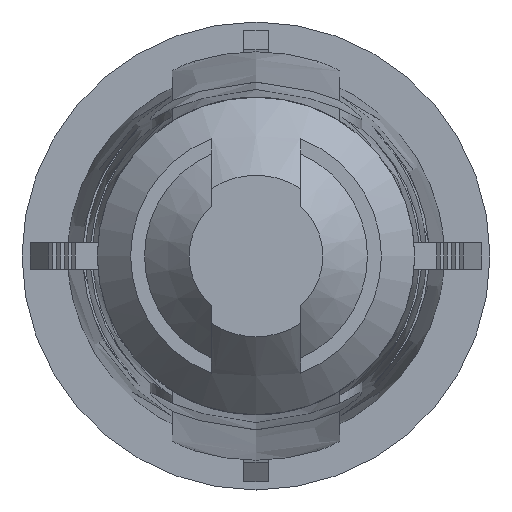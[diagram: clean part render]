
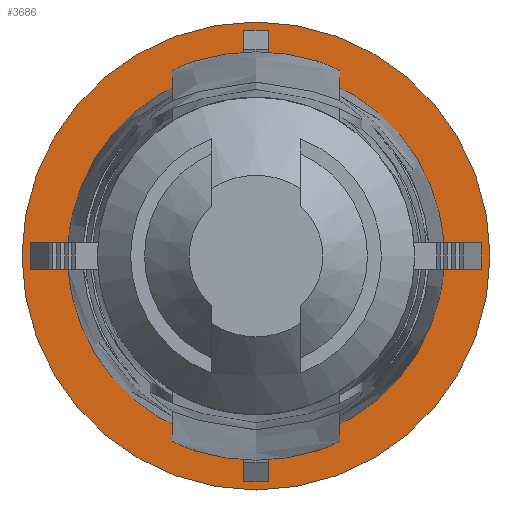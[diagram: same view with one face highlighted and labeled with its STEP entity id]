
A CAD part, left-side view. The second image highlights one B-rep face of the part: STEP entity #3686.
In plain terms, the highlighted planar face has unit normal (-1, 0, 0).
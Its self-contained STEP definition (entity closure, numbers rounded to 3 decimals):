
#40=PLANE('',#3893);
#114=CIRCLE('',#3759,3.379);
#122=CIRCLE('',#3773,3.379);
#127=CIRCLE('',#3779,3.379);
#135=CIRCLE('',#3793,3.379);
#157=CIRCLE('',#3892,4.2);
#824=ORIENTED_EDGE('',*,*,#1429,.F.);
#825=ORIENTED_EDGE('',*,*,#1430,.F.);
#826=ORIENTED_EDGE('',*,*,#1431,.T.);
#827=ORIENTED_EDGE('',*,*,#1228,.T.);
#828=ORIENTED_EDGE('',*,*,#1432,.F.);
#829=ORIENTED_EDGE('',*,*,#1202,.T.);
#830=ORIENTED_EDGE('',*,*,#1433,.F.);
#831=ORIENTED_EDGE('',*,*,#1434,.T.);
#832=ORIENTED_EDGE('',*,*,#1435,.T.);
#833=ORIENTED_EDGE('',*,*,#1187,.T.);
#834=ORIENTED_EDGE('',*,*,#1436,.T.);
#835=ORIENTED_EDGE('',*,*,#1161,.T.);
#836=ORIENTED_EDGE('',*,*,#1437,.F.);
#1161=EDGE_CURVE('',#1569,#1567,#114,.T.);
#1187=EDGE_CURVE('',#1595,#1594,#122,.T.);
#1202=EDGE_CURVE('',#1608,#1607,#127,.T.);
#1228=EDGE_CURVE('',#1634,#1633,#135,.T.);
#1429=EDGE_CURVE('',#1762,#1762,#157,.T.);
#1430=EDGE_CURVE('',#1763,#1764,#1900,.T.);
#1431=EDGE_CURVE('',#1763,#1634,#1901,.T.);
#1432=EDGE_CURVE('',#1608,#1633,#1902,.T.);
#1433=EDGE_CURVE('',#1765,#1607,#1903,.T.);
#1434=EDGE_CURVE('',#1765,#1766,#1904,.T.);
#1435=EDGE_CURVE('',#1766,#1595,#1905,.T.);
#1436=EDGE_CURVE('',#1594,#1569,#1906,.T.);
#1437=EDGE_CURVE('',#1764,#1567,#1907,.T.);
#1567=VERTEX_POINT('',#4655);
#1569=VERTEX_POINT('',#4658);
#1594=VERTEX_POINT('',#4744);
#1595=VERTEX_POINT('',#4746);
#1607=VERTEX_POINT('',#4805);
#1608=VERTEX_POINT('',#4807);
#1633=VERTEX_POINT('',#4893);
#1634=VERTEX_POINT('',#4895);
#1762=VERTEX_POINT('',#5640);
#1763=VERTEX_POINT('',#5643);
#1764=VERTEX_POINT('',#5644);
#1765=VERTEX_POINT('',#5648);
#1766=VERTEX_POINT('',#5650);
#1900=LINE('',#5642,#2094);
#1901=LINE('',#5645,#2095);
#1902=LINE('',#5646,#2096);
#1903=LINE('',#5647,#2097);
#1904=LINE('',#5649,#2098);
#1905=LINE('',#5651,#2099);
#1906=LINE('',#5652,#2100);
#1907=LINE('',#5653,#2101);
#2094=VECTOR('',#4319,1000.);
#2095=VECTOR('',#4320,1000.);
#2096=VECTOR('',#4321,1000.);
#2097=VECTOR('',#4322,1000.);
#2098=VECTOR('',#4323,1000.);
#2099=VECTOR('',#4324,1000.);
#2100=VECTOR('',#4325,1000.);
#2101=VECTOR('',#4326,1000.);
#2299=EDGE_LOOP('',(#824));
#2300=EDGE_LOOP('',(#825,#826,#827,#828,#829,#830,#831,#832,#833,#834,#835,
#836));
#2459=FACE_BOUND('',#2299,.T.);
#2460=FACE_BOUND('',#2300,.T.);
#3686=ADVANCED_FACE('',(#2459,#2460),#40,.F.);
#3759=AXIS2_PLACEMENT_3D('',#4657,#3979,#3980);
#3773=AXIS2_PLACEMENT_3D('',#4745,#4007,#4008);
#3779=AXIS2_PLACEMENT_3D('',#4806,#4019,#4020);
#3793=AXIS2_PLACEMENT_3D('',#4894,#4047,#4048);
#3892=AXIS2_PLACEMENT_3D('',#5639,#4315,#4316);
#3893=AXIS2_PLACEMENT_3D('',#5641,#4317,#4318);
#3979=DIRECTION('',(1.,0.,0.));
#3980=DIRECTION('',(0.,1.,0.));
#4007=DIRECTION('',(1.,0.,0.));
#4008=DIRECTION('',(0.,1.,0.));
#4019=DIRECTION('',(1.,0.,0.));
#4020=DIRECTION('',(0.,1.,0.));
#4047=DIRECTION('',(1.,0.,0.));
#4048=DIRECTION('',(0.,1.,0.));
#4315=DIRECTION('',(1.,0.,0.));
#4316=DIRECTION('',(0.,1.,0.));
#4317=DIRECTION('',(1.,0.,0.));
#4318=DIRECTION('',(0.,1.,0.));
#4319=DIRECTION('',(0.,-1.,0.));
#4320=DIRECTION('',(0.,0.,1.));
#4321=DIRECTION('',(0.,0.,-1.));
#4322=DIRECTION('',(0.,0.,-1.));
#4323=DIRECTION('',(0.,-1.,0.));
#4324=DIRECTION('',(0.,0.,-1.));
#4325=DIRECTION('',(0.,0.,-1.));
#4326=DIRECTION('',(0.,0.,1.));
#4655=CARTESIAN_POINT('',(-0.5,-0.22,-3.372));
#4657=CARTESIAN_POINT('',(-0.5,0.,0.));
#4658=CARTESIAN_POINT('',(-0.5,-3.289,-0.775));
#4744=CARTESIAN_POINT('',(-0.5,-3.289,0.775));
#4745=CARTESIAN_POINT('',(-0.5,0.,0.));
#4746=CARTESIAN_POINT('',(-0.5,-0.22,3.372));
#4805=CARTESIAN_POINT('',(-0.5,0.22,3.372));
#4806=CARTESIAN_POINT('',(-0.5,0.,0.));
#4807=CARTESIAN_POINT('',(-0.5,3.289,0.775));
#4893=CARTESIAN_POINT('',(-0.5,3.289,-0.775));
#4894=CARTESIAN_POINT('',(-0.5,0.,0.));
#4895=CARTESIAN_POINT('',(-0.5,0.22,-3.372));
#5639=CARTESIAN_POINT('',(-0.5,0.,0.));
#5640=CARTESIAN_POINT('',(-0.5,4.2,0.));
#5641=CARTESIAN_POINT('',(-0.5,3.379,0.));
#5642=CARTESIAN_POINT('',(-0.5,0.22,-3.758));
#5643=CARTESIAN_POINT('',(-0.5,0.22,-3.758));
#5644=CARTESIAN_POINT('',(-0.5,-0.22,-3.758));
#5645=CARTESIAN_POINT('',(-0.5,0.22,0.));
#5646=CARTESIAN_POINT('',(-0.5,3.289,3.));
#5647=CARTESIAN_POINT('',(-0.5,0.22,3.758));
#5648=CARTESIAN_POINT('',(-0.5,0.22,3.758));
#5649=CARTESIAN_POINT('',(-0.5,0.22,3.758));
#5650=CARTESIAN_POINT('',(-0.5,-0.22,3.758));
#5651=CARTESIAN_POINT('',(-0.5,-0.22,3.758));
#5652=CARTESIAN_POINT('',(-0.5,-3.289,3.));
#5653=CARTESIAN_POINT('',(-0.5,-0.22,0.));
